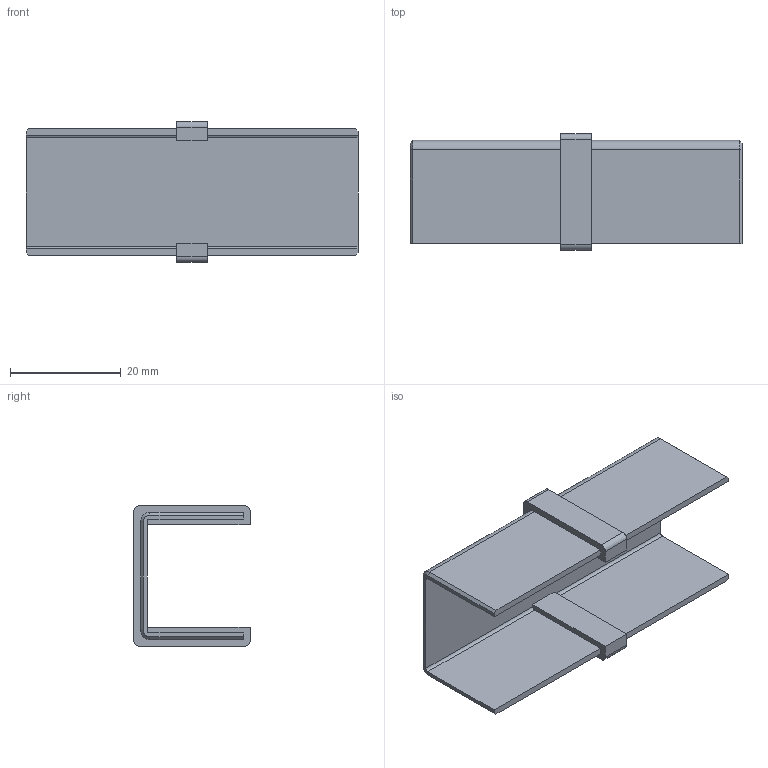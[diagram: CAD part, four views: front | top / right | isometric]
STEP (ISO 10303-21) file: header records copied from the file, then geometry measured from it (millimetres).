
FILE_DESCRIPTION (( 'STEP AP214' ), '1' );
FILE_NAME ('A14_6790-225.STEP', '2022-01-18T14:35:44', ( '' ), ( '' ), 'SwSTEP 2.0', 'SolidWorks 2019', '' );
FILE_SCHEMA (( 'AUTOMOTIVE_DESIGN' ));
Length unit declared in the file: millimetre
Products named in the file (1): A14_6790-225
Bounding box: 60 x 21 x 25.4 mm (x, y, z)
Volume: 4730 mm3; surface area: 7371.6 mm2
Topology: 1 solids, 1 shells, 48 faces, 130 edges, 84 vertices
Faces by surface type: plane 32, cylinder 12, cone 4
Entity records: 1532 total; most frequent: CARTESIAN_POINT 263, ORIENTED_EDGE 260, DIRECTION 256, EDGE_CURVE 130, LINE 102, VECTOR 102, VERTEX_POINT 84, AXIS2_PLACEMENT_3D 77
